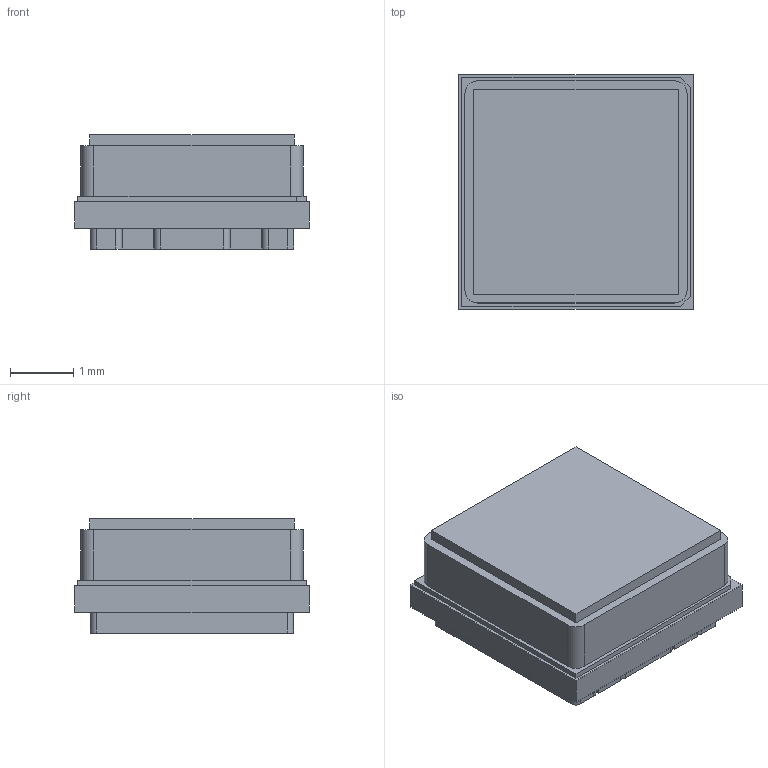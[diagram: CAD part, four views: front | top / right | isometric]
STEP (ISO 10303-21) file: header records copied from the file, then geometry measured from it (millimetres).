
FILE_DESCRIPTION(/* description */ ('Unknown'),/* implementation_level */ '2;1');
FILE_NAME(/* name */ '15335327CA452',/* time_stamp */ '2024-07-25T12:55:31+02:00',/* author */ ('Unknown'),/* organization */ ('Unknown'),/* preprocessor_version */ 'ST-DEVELOPER v19.4',/* originating_system */ 'Solid Edge',/* authorisation */ 'Unknown');
FILE_SCHEMA (('AUTOMOTIVE_DESIGN {1 0 10303 214 3 1 1}'));
Length unit declared in the file: millimetre
Products named in the file (3): 15335327CA452; Body; Lense
Assembly tree (2 placements, depth 2):
  15335327CA452
    Body
    Lense
Bounding box: 3.7 x 3.7 x 1.8 mm (x, y, z)
Volume: 19.6 mm3; surface area: 86.1 mm2
Topology: 2 solids, 2 shells, 111 faces, 302 edges, 198 vertices
Faces by surface type: plane 93, cylinder 18
Entity records: 4283 total; most frequent: CARTESIAN_POINT 645, ORIENTED_EDGE 604, DIRECTION 557, EDGE_CURVE 302, LINE 257, VECTOR 257, VERTEX_POINT 198, AXIS2_PLACEMENT_3D 150
